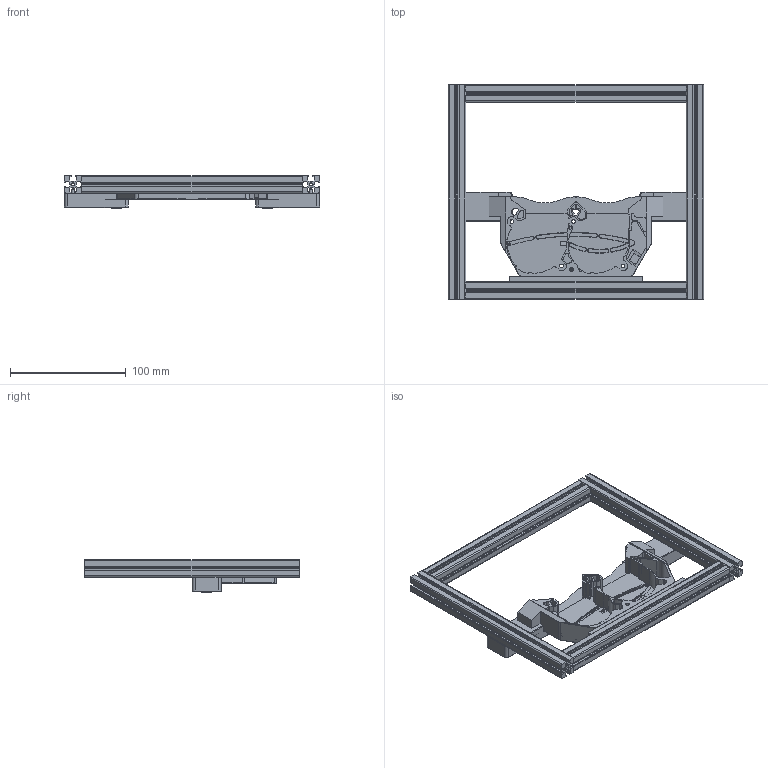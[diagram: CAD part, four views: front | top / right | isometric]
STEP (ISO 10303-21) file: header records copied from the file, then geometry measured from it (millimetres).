
FILE_DESCRIPTION(/* description */ (''),/* implementation_level */ '2;1');
FILE_NAME(/* name */ '180size_1515bed.step',/* time_stamp */ '2023-03-18T14:57:10-06:00',/* author */ (''),/* organization */ (''),/* preprocessor_version */ 'ST-DEVELOPER v19.2',/* originating_system */ 'Autodesk Translation Framework v11.17.0.187',/* authorisation */ '');
FILE_SCHEMA (('AUTOMOTIVE_DESIGN { 1 0 10303 214 3 1 1 }'));
Length unit declared in the file: millimetre
Products named in the file (16): SnakeOil_Nevermore; 180size_1515bed; bed-frame-180-1515; 1515-185mm001; 1515-190mm001; 1515-185mm003; 1515-190mm003; Nevermore_180_1515; Nevermore_Plenum; Nevermore_Mount_180size_1515bed_(L); Nevermore_Mount_180size_1515bed_(R); m5x10-Screw; m3x12-Screw; m5x10-Screw(Mirror); m3x10-Screw(Mirror); 1515_adapter
Assembly tree (17 placements, depth 4):
  SnakeOil_Nevermore
    180size_1515bed
      bed-frame-180-1515
        1515-185mm001
        1515-190mm001
        1515-185mm003
        1515-190mm003
      Nevermore_180_1515
        Nevermore_Plenum
        Nevermore_Mount_180size_1515bed_(L)
        Nevermore_Mount_180size_1515bed_(R)
        m5x10-Screw
        m3x12-Screw  x2
        m5x10-Screw(Mirror)
        m3x10-Screw(Mirror)  x2
      1515_adapter
Bounding box: 220 x 185 x 28.24 mm (x, y, z)
Volume: 181926 mm3; surface area: 142537.7 mm2
Topology: 14 solids, 15 shells, 1353 faces, 3638 edges, 2346 vertices
Faces by surface type: plane 762, cylinder 351, bspline 93, cone 80, torus 59, sphere 8
Full cylindrical faces by diameter (mm): 2.5 x4, 2.53 x4, 3.2 x8, 4.7 x1, 4.901 x2, 5 x3, 5.2 x2, 5.5 x4, 6 x6, 6.25 x4, 6.5 x2, 7 x3, 8.5 x2, 11 x2
Entity records: 44616 total; most frequent: CARTESIAN_POINT 11324, ORIENTED_EDGE 7030, DIRECTION 6718, EDGE_CURVE 3515, VERTEX_POINT 2278, LINE 2254, VECTOR 2254, AXIS2_PLACEMENT_3D 2232
